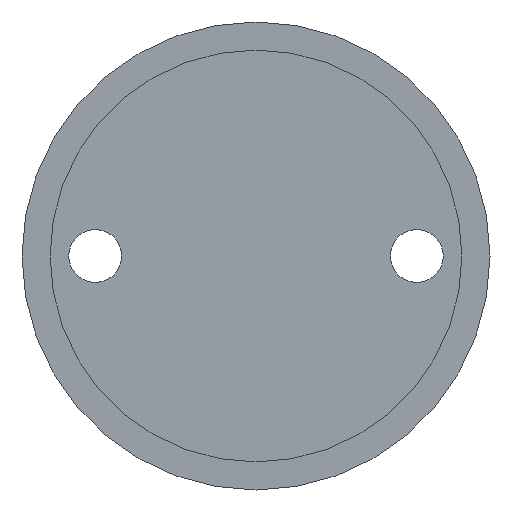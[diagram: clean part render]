
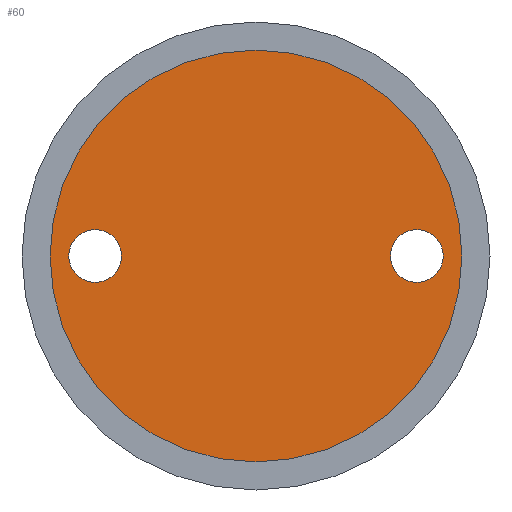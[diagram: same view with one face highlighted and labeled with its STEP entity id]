
A CAD part, front view. The second image highlights one B-rep face of the part: STEP entity #60.
In plain terms, the highlighted planar face has unit normal (0, -1, 0).
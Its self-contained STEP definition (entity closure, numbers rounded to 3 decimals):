
#60 = ADVANCED_FACE( '', ( #132, #133, #134 ), #135, .F. );
#132 = FACE_BOUND( '', #257, .T. );
#133 = FACE_BOUND( '', #258, .T. );
#134 = FACE_OUTER_BOUND( '', #259, .T. );
#135 = PLANE( '', #260 );
#257 = EDGE_LOOP( '', ( #368 ) );
#258 = EDGE_LOOP( '', ( #369 ) );
#259 = EDGE_LOOP( '', ( #370 ) );
#260 = AXIS2_PLACEMENT_3D( '', #371, #372, #373 );
#368 = ORIENTED_EDGE( '', *, *, #495, .F. );
#369 = ORIENTED_EDGE( '', *, *, #496, .F. );
#370 = ORIENTED_EDGE( '', *, *, #497, .T. );
#371 = CARTESIAN_POINT( '', ( 35.2, -2., 0. ) );
#372 = DIRECTION( '', ( 0., 1., 0. ) );
#373 = DIRECTION( '', ( 0., 0., 1. ) );
#495 = EDGE_CURVE( '', #566, #566, #567, .F. );
#496 = EDGE_CURVE( '', #568, #568, #569, .F. );
#497 = EDGE_CURVE( '', #570, #570, #571, .T. );
#566 = VERTEX_POINT( '', #756 );
#567 = CIRCLE( '', #757, 4.5 );
#568 = VERTEX_POINT( '', #758 );
#569 = CIRCLE( '', #759, 4.5 );
#570 = VERTEX_POINT( '', #760 );
#571 = CIRCLE( '', #761, 35.2 );
#756 = CARTESIAN_POINT( '', ( 27.5, -2., 4.5 ) );
#757 = AXIS2_PLACEMENT_3D( '', #826, #827, #828 );
#758 = CARTESIAN_POINT( '', ( -27.5, -2., 4.5 ) );
#759 = AXIS2_PLACEMENT_3D( '', #829, #830, #831 );
#760 = CARTESIAN_POINT( '', ( 0., -2., -35.2 ) );
#761 = AXIS2_PLACEMENT_3D( '', #832, #833, #834 );
#826 = CARTESIAN_POINT( '', ( 27.5, -2., 0. ) );
#827 = DIRECTION( '', ( 0., 1., 0. ) );
#828 = DIRECTION( '', ( 0., 0., 1. ) );
#829 = CARTESIAN_POINT( '', ( -27.5, -2., 0. ) );
#830 = DIRECTION( '', ( 0., 1., 0. ) );
#831 = DIRECTION( '', ( 0., 0., 1. ) );
#832 = CARTESIAN_POINT( '', ( 0., -2., 0. ) );
#833 = DIRECTION( '', ( 0., -1., 0. ) );
#834 = DIRECTION( '', ( 0., 0., -1. ) );
